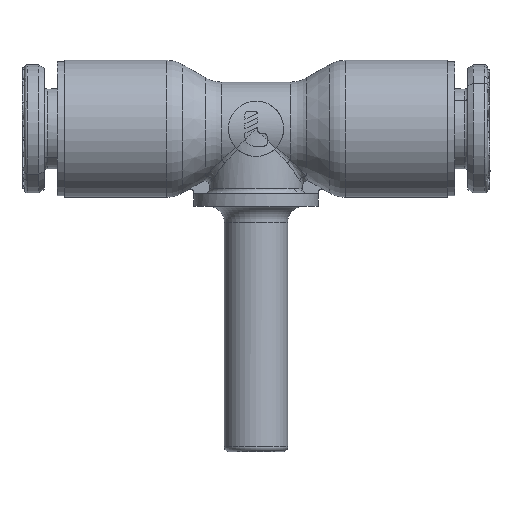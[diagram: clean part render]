
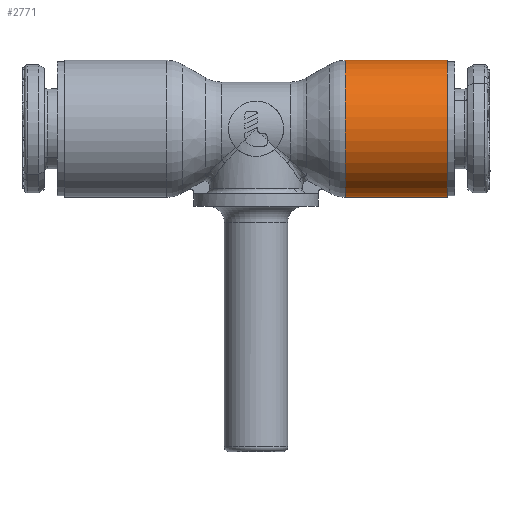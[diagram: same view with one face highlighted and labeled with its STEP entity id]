
A CAD part, top view. The second image highlights one B-rep face of the part: STEP entity #2771.
In plain terms, the highlighted cylindrical face has radius 4.325 mm (diameter 8.65 mm), a partial arc.
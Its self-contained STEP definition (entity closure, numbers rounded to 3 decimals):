
#2771=ADVANCED_FACE('',(#6185),#6186,.T.);
#6185=FACE_OUTER_BOUND('',#12828,.T.);
#6186=CYLINDRICAL_SURFACE('',#12829,4.325);
#12828=EDGE_LOOP('',(#23313,#23314,#23315,#23316));
#12829=AXIS2_PLACEMENT_3D('',#23317,#23318,#23319);
#23313=ORIENTED_EDGE('',*,*,#32128,.T.);
#23314=ORIENTED_EDGE('',*,*,#29528,.T.);
#23315=ORIENTED_EDGE('',*,*,#32129,.T.);
#23316=ORIENTED_EDGE('',*,*,#30780,.T.);
#23317=CARTESIAN_POINT('',(-13.31,0.0,0.0));
#23318=DIRECTION('',(-1.0,-0.0,0.0));
#23319=DIRECTION('',(0.0,-1.0,0.0));
#29528=EDGE_CURVE('',#34829,#34830,#34831,.T.);
#30780=EDGE_CURVE('',#36887,#36885,#36888,.T.);
#32128=EDGE_CURVE('',#36885,#34829,#38817,.T.);
#32129=EDGE_CURVE('',#34830,#36887,#38818,.T.);
#34829=VERTEX_POINT('',#42920);
#34830=VERTEX_POINT('',#42921);
#34831=CIRCLE('',#42922,4.325);
#36885=VERTEX_POINT('',#47325);
#36887=VERTEX_POINT('',#47327);
#36888=CIRCLE('',#47328,4.325);
#38817=LINE('',#51408,#51409);
#38818=LINE('',#51410,#51411);
#42920=CARTESIAN_POINT('',(12.1,-4.325,0.0));
#42921=CARTESIAN_POINT('',(12.1,4.325,0.));
#42922=AXIS2_PLACEMENT_3D('',#55554,#55555,#55556);
#47325=CARTESIAN_POINT('',(5.636,-4.325,0.0));
#47327=CARTESIAN_POINT('',(5.636,4.325,0.));
#47328=AXIS2_PLACEMENT_3D('',#57177,#57178,#57179);
#51408=CARTESIAN_POINT('',(8.868,-4.325,0.));
#51409=VECTOR('',#58790,1.0);
#51410=CARTESIAN_POINT('',(8.868,4.325,0.));
#51411=VECTOR('',#58791,1.0);
#55554=CARTESIAN_POINT('',(12.1,0.0,0.0));
#55555=DIRECTION('',(-1.0,0.0,0.0));
#55556=DIRECTION('',(0.0,1.0,0.0));
#57177=CARTESIAN_POINT('',(5.636,0.0,0.0));
#57178=DIRECTION('',(1.0,0.0,0.0));
#57179=DIRECTION('',(0.0,1.0,0.0));
#58790=DIRECTION('',(1.0,-0.0,-0.0));
#58791=DIRECTION('',(-1.0,-0.0,-0.0));
